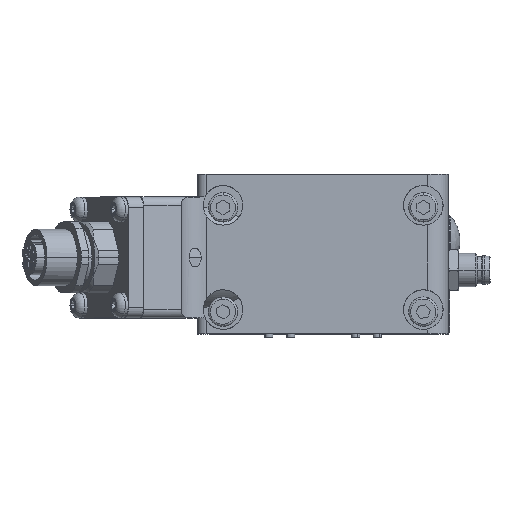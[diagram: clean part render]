
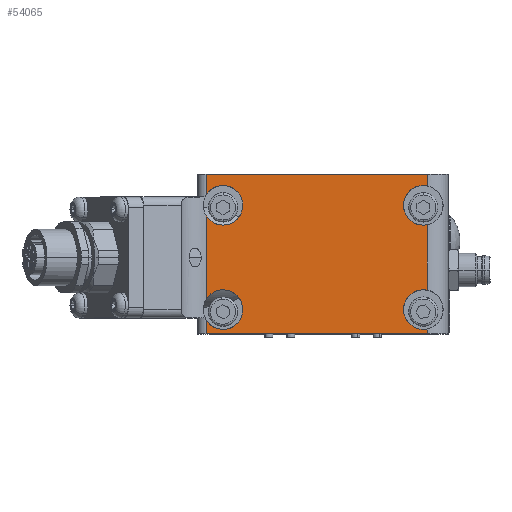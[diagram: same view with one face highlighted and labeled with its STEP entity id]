
A CAD part, top view. The second image highlights one B-rep face of the part: STEP entity #54065.
In plain terms, the highlighted planar face has unit normal (0, 0, 1).
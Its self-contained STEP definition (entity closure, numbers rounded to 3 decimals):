
#66 = CARTESIAN_POINT ( 'NONE',  ( -4., -13.35, 33. ) ) ;
#526 = CARTESIAN_POINT ( 'NONE',  ( 45., -19.15, 33. ) ) ;
#840 = VECTOR ( 'NONE', #2138, 1000. ) ;
#1477 = CARTESIAN_POINT ( 'NONE',  ( 50., 19.15, 33. ) ) ;
#2138 = DIRECTION ( 'NONE',  ( 0., -1., 0. ) ) ;
#2413 = VERTEX_POINT ( 'NONE', #52726 ) ;
#2509 = CIRCLE ( 'NONE', #54505, 4.75 ) ;
#2531 = VERTEX_POINT ( 'NONE', #41892 ) ;
#2551 = VERTEX_POINT ( 'NONE', #526 ) ;
#2710 = AXIS2_PLACEMENT_3D ( 'NONE', #22304, #44153, #51656 ) ;
#2791 = LINE ( 'NONE', #48563, #6639 ) ;
#4014 = ORIENTED_EDGE ( 'NONE', *, *, #14329, .T. ) ;
#4146 = CARTESIAN_POINT ( 'NONE',  ( -8., -15.912, 33. ) ) ;
#4266 = CIRCLE ( 'NONE', #54471, 4.75 ) ;
#4562 = CARTESIAN_POINT ( 'NONE',  ( -8., 9.088, 33. ) ) ;
#6305 = ORIENTED_EDGE ( 'NONE', *, *, #49754, .T. ) ;
#6599 = DIRECTION ( 'NONE',  ( 0., 0., -1. ) ) ;
#6639 = VECTOR ( 'NONE', #14872, 1000. ) ;
#6981 = CARTESIAN_POINT ( 'NONE',  ( 44., 11.65, 33. ) ) ;
#7199 = ORIENTED_EDGE ( 'NONE', *, *, #30473, .T. ) ;
#7262 = ORIENTED_EDGE ( 'NONE', *, *, #11458, .T. ) ;
#8040 = ORIENTED_EDGE ( 'NONE', *, *, #10328, .T. ) ;
#8047 = AXIS2_PLACEMENT_3D ( 'NONE', #33896, #16761, #21171 ) ;
#8049 = DIRECTION ( 'NONE',  ( -1., 0., 0. ) ) ;
#8453 = CARTESIAN_POINT ( 'NONE',  ( 44., 11.65, 33. ) ) ;
#8993 = DIRECTION ( 'NONE',  ( 0., 1., 0. ) ) ;
#10328 = EDGE_CURVE ( 'NONE', #28318, #11625, #33405, .T. ) ;
#10543 = CARTESIAN_POINT ( 'NONE',  ( 50., -19.15, 33. ) ) ;
#10656 = EDGE_CURVE ( 'NONE', #36209, #33720, #2791, .T. ) ;
#10935 = CIRCLE ( 'NONE', #36450, 4.75 ) ;
#11458 = EDGE_CURVE ( 'NONE', #31867, #2413, #54247, .T. ) ;
#11625 = VERTEX_POINT ( 'NONE', #34444 ) ;
#12121 = ORIENTED_EDGE ( 'NONE', *, *, #29076, .T. ) ;
#12308 = EDGE_CURVE ( 'NONE', #40080, #27889, #53377, .T. ) ;
#12841 = EDGE_CURVE ( 'NONE', #40916, #36209, #4266, .T. ) ;
#12972 = ORIENTED_EDGE ( 'NONE', *, *, #28168, .T. ) ;
#13019 = AXIS2_PLACEMENT_3D ( 'NONE', #66, #29225, #8049 ) ;
#13029 = VERTEX_POINT ( 'NONE', #4562 ) ;
#14329 = EDGE_CURVE ( 'NONE', #35708, #42627, #48559, .T. ) ;
#14669 = EDGE_CURVE ( 'NONE', #33720, #2531, #20515, .T. ) ;
#14762 = CIRCLE ( 'NONE', #13019, 4.75 ) ;
#14872 = DIRECTION ( 'NONE',  ( 0., 1., 0. ) ) ;
#14947 = ORIENTED_EDGE ( 'NONE', *, *, #31693, .T. ) ;
#15801 = ORIENTED_EDGE ( 'NONE', *, *, #37896, .T. ) ;
#16761 = DIRECTION ( 'NONE',  ( 0., 0., -1. ) ) ;
#17130 = VECTOR ( 'NONE', #8993, 1000. ) ;
#17394 = DIRECTION ( 'NONE',  ( 0., 1., 0. ) ) ;
#17714 = FACE_OUTER_BOUND ( 'NONE', #29070, .T. ) ;
#18817 = VERTEX_POINT ( 'NONE', #29504 ) ;
#18872 = DIRECTION ( 'NONE',  ( -1., 0., 0. ) ) ;
#19330 = DIRECTION ( 'NONE',  ( -1., 0., 0. ) ) ;
#20063 = VECTOR ( 'NONE', #33056, 1000. ) ;
#20515 = CIRCLE ( 'NONE', #33792, 4.75 ) ;
#21125 = CARTESIAN_POINT ( 'NONE',  ( 45., -17.994, 33. ) ) ;
#21171 = DIRECTION ( 'NONE',  ( -1., 0., 0. ) ) ;
#22304 = CARTESIAN_POINT ( 'NONE',  ( -4., 11.65, 33. ) ) ;
#22922 = CARTESIAN_POINT ( 'NONE',  ( -8., 19.15, 33. ) ) ;
#23001 = LINE ( 'NONE', #39890, #840 ) ;
#23578 = CARTESIAN_POINT ( 'NONE',  ( 0.75, -13.35, 33. ) ) ;
#23923 = CIRCLE ( 'NONE', #45138, 4.75 ) ;
#23992 = DIRECTION ( 'NONE',  ( 0., 0., -1. ) ) ;
#24189 = CARTESIAN_POINT ( 'NONE',  ( 45., 16.294, 33. ) ) ;
#24906 = DIRECTION ( 'NONE',  ( 0., -1., 0. ) ) ;
#25201 = CARTESIAN_POINT ( 'NONE',  ( 45., 19.15, 33. ) ) ;
#25240 = VECTOR ( 'NONE', #31527, 1000. ) ;
#25297 = LINE ( 'NONE', #28338, #20063 ) ;
#25489 = DIRECTION ( 'NONE',  ( 0., 0., -1. ) ) ;
#25673 = CARTESIAN_POINT ( 'NONE',  ( 45., -8.706, 33. ) ) ;
#25810 = ORIENTED_EDGE ( 'NONE', *, *, #31901, .F. ) ;
#26670 = ORIENTED_EDGE ( 'NONE', *, *, #14669, .T. ) ;
#27037 = LINE ( 'NONE', #10543, #42302 ) ;
#27889 = VERTEX_POINT ( 'NONE', #38023 ) ;
#28168 = EDGE_CURVE ( 'NONE', #43915, #40916, #2509, .T. ) ;
#28318 = VERTEX_POINT ( 'NONE', #24189 ) ;
#28338 = CARTESIAN_POINT ( 'NONE',  ( 50., 19.15, 33. ) ) ;
#29070 = EDGE_LOOP ( 'NONE', ( #35185, #48184, #12121, #32593, #4014, #14947, #7262, #15801, #6305, #12972, #43191, #41888, #26670, #7199, #8040, #25810 ) ) ;
#29076 = EDGE_CURVE ( 'NONE', #18817, #13029, #37935, .T. ) ;
#29225 = DIRECTION ( 'NONE',  ( 0., 0., -1. ) ) ;
#29344 = LINE ( 'NONE', #25201, #17130 ) ;
#29504 = CARTESIAN_POINT ( 'NONE',  ( 0.75, 11.65, 33. ) ) ;
#29729 = CARTESIAN_POINT ( 'NONE',  ( -8., -10.788, 33. ) ) ;
#29833 = PLANE ( 'NONE',  #48562 ) ;
#30473 = EDGE_CURVE ( 'NONE', #2531, #28318, #23923, .T. ) ;
#31527 = DIRECTION ( 'NONE',  ( 0., -1., 0. ) ) ;
#31693 = EDGE_CURVE ( 'NONE', #42627, #31867, #14762, .T. ) ;
#31867 = VERTEX_POINT ( 'NONE', #4146 ) ;
#31901 = EDGE_CURVE ( 'NONE', #40080, #11625, #25297, .T. ) ;
#32593 = ORIENTED_EDGE ( 'NONE', *, *, #52882, .T. ) ;
#33056 = DIRECTION ( 'NONE',  ( 1., 0., 0. ) ) ;
#33405 = LINE ( 'NONE', #42534, #47145 ) ;
#33720 = VERTEX_POINT ( 'NONE', #54083 ) ;
#33792 = AXIS2_PLACEMENT_3D ( 'NONE', #6981, #23992, #40632 ) ;
#33896 = CARTESIAN_POINT ( 'NONE',  ( -4., -13.35, 33. ) ) ;
#33959 = DIRECTION ( 'NONE',  ( -1., 0., 0. ) ) ;
#34444 = CARTESIAN_POINT ( 'NONE',  ( 45., 19.15, 33. ) ) ;
#35185 = ORIENTED_EDGE ( 'NONE', *, *, #12308, .T. ) ;
#35532 = DIRECTION ( 'NONE',  ( -1., 0., 0. ) ) ;
#35708 = VERTEX_POINT ( 'NONE', #29729 ) ;
#36209 = VERTEX_POINT ( 'NONE', #25673 ) ;
#36242 = DIRECTION ( 'NONE',  ( 0., 0., -1. ) ) ;
#36450 = AXIS2_PLACEMENT_3D ( 'NONE', #44372, #6599, #35532 ) ;
#37896 = EDGE_CURVE ( 'NONE', #2413, #2551, #27037, .T. ) ;
#37935 = CIRCLE ( 'NONE', #2710, 4.75 ) ;
#38023 = CARTESIAN_POINT ( 'NONE',  ( -8., 14.212, 33. ) ) ;
#38119 = CARTESIAN_POINT ( 'NONE',  ( 44., -13.35, 33. ) ) ;
#39767 = DIRECTION ( 'NONE',  ( 0., 0., -1. ) ) ;
#39890 = CARTESIAN_POINT ( 'NONE',  ( -8., 19.15, 33. ) ) ;
#40080 = VERTEX_POINT ( 'NONE', #41988 ) ;
#40132 = CARTESIAN_POINT ( 'NONE',  ( 44., -13.35, 33. ) ) ;
#40632 = DIRECTION ( 'NONE',  ( -1., 0., 0. ) ) ;
#40916 = VERTEX_POINT ( 'NONE', #47729 ) ;
#40945 = EDGE_CURVE ( 'NONE', #27889, #18817, #10935, .T. ) ;
#41835 = DIRECTION ( 'NONE',  ( -1., 0., 0. ) ) ;
#41888 = ORIENTED_EDGE ( 'NONE', *, *, #10656, .T. ) ;
#41892 = CARTESIAN_POINT ( 'NONE',  ( 39.25, 11.65, 33. ) ) ;
#41988 = CARTESIAN_POINT ( 'NONE',  ( -8., 19.15, 33. ) ) ;
#42302 = VECTOR ( 'NONE', #51986, 1000. ) ;
#42534 = CARTESIAN_POINT ( 'NONE',  ( 45., 19.15, 33. ) ) ;
#42627 = VERTEX_POINT ( 'NONE', #23578 ) ;
#43191 = ORIENTED_EDGE ( 'NONE', *, *, #12841, .T. ) ;
#43915 = VERTEX_POINT ( 'NONE', #21125 ) ;
#44153 = DIRECTION ( 'NONE',  ( 0., 0., -1. ) ) ;
#44372 = CARTESIAN_POINT ( 'NONE',  ( -4., 11.65, 33. ) ) ;
#45138 = AXIS2_PLACEMENT_3D ( 'NONE', #8453, #25489, #41835 ) ;
#45842 = DIRECTION ( 'NONE',  ( 0., 0., -1. ) ) ;
#47145 = VECTOR ( 'NONE', #17394, 1000. ) ;
#47729 = CARTESIAN_POINT ( 'NONE',  ( 39.25, -13.35, 33. ) ) ;
#48184 = ORIENTED_EDGE ( 'NONE', *, *, #40945, .T. ) ;
#48559 = CIRCLE ( 'NONE', #8047, 4.75 ) ;
#48562 = AXIS2_PLACEMENT_3D ( 'NONE', #1477, #39767, #19330 ) ;
#48563 = CARTESIAN_POINT ( 'NONE',  ( 45., 19.15, 33. ) ) ;
#49754 = EDGE_CURVE ( 'NONE', #2551, #43915, #29344, .T. ) ;
#49930 = VECTOR ( 'NONE', #24906, 1000. ) ;
#50099 = CARTESIAN_POINT ( 'NONE',  ( -8., 19.15, 33. ) ) ;
#51656 = DIRECTION ( 'NONE',  ( -1., 0., 0. ) ) ;
#51986 = DIRECTION ( 'NONE',  ( 1., 0., 0. ) ) ;
#52726 = CARTESIAN_POINT ( 'NONE',  ( -8., -19.15, 33. ) ) ;
#52882 = EDGE_CURVE ( 'NONE', #13029, #35708, #23001, .T. ) ;
#53377 = LINE ( 'NONE', #22922, #25240 ) ;
#54065 = ADVANCED_FACE ( 'NONE', ( #17714 ), #29833, .F. ) ;
#54083 = CARTESIAN_POINT ( 'NONE',  ( 45., 7.006, 33. ) ) ;
#54247 = LINE ( 'NONE', #50099, #49930 ) ;
#54471 = AXIS2_PLACEMENT_3D ( 'NONE', #40132, #36242, #18872 ) ;
#54505 = AXIS2_PLACEMENT_3D ( 'NONE', #38119, #45842, #33959 ) ;
